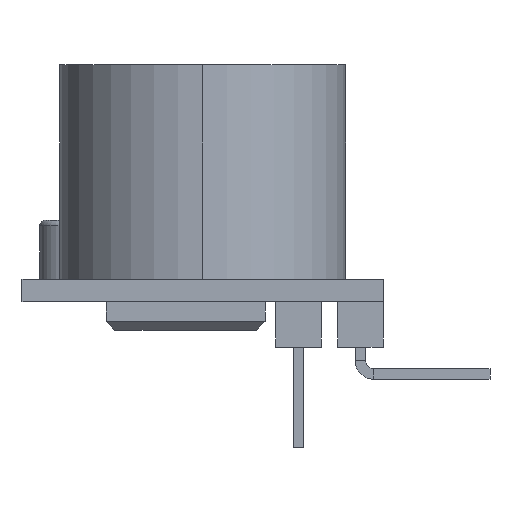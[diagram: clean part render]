
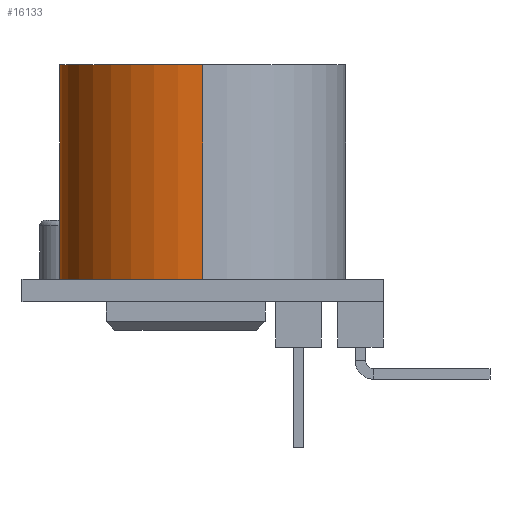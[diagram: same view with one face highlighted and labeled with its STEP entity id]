
A CAD part, left-side view. The second image highlights one B-rep face of the part: STEP entity #16133.
In plain terms, the highlighted cylindrical face has radius 8 mm (diameter 16 mm), a partial arc.
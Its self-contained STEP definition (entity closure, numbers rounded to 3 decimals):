
#179 = VERTEX_POINT ( 'NONE', #9206 ) ;
#214 = VECTOR ( 'NONE', #5573, 1000. ) ;
#542 = ORIENTED_EDGE ( 'NONE', *, *, #16585, .T. ) ;
#713 = CIRCLE ( 'NONE', #14318, 8. ) ;
#1063 = EDGE_CURVE ( 'NONE', #8737, #13791, #12005, .T. ) ;
#1377 = ORIENTED_EDGE ( 'NONE', *, *, #13524, .F. ) ;
#2422 = DIRECTION ( 'NONE',  ( 0., 0., -1. ) ) ;
#2558 = CARTESIAN_POINT ( 'NONE',  ( -3.5, 0., 12. ) ) ;
#3819 = CARTESIAN_POINT ( 'NONE',  ( -19.5, 0., 12. ) ) ;
#3823 = CARTESIAN_POINT ( 'NONE',  ( -11.5, 0., 0. ) ) ;
#3876 = CARTESIAN_POINT ( 'NONE',  ( -11.5, 0., 12. ) ) ;
#4543 = VECTOR ( 'NONE', #13939, 1000. ) ;
#5160 = ORIENTED_EDGE ( 'NONE', *, *, #10675, .F. ) ;
#5299 = DIRECTION ( 'NONE',  ( 0., 0., 1. ) ) ;
#5573 = DIRECTION ( 'NONE',  ( 0., 0., -1. ) ) ;
#5845 = AXIS2_PLACEMENT_3D ( 'NONE', #3823, #5299, #13025 ) ;
#6437 = CARTESIAN_POINT ( 'NONE',  ( -19.5, 0., 0. ) ) ;
#6742 = VERTEX_POINT ( 'NONE', #11850 ) ;
#8596 = CARTESIAN_POINT ( 'NONE',  ( -11.5, 0., 12. ) ) ;
#8737 = VERTEX_POINT ( 'NONE', #16239 ) ;
#9206 = CARTESIAN_POINT ( 'NONE',  ( -19.5, 0., 12. ) ) ;
#9867 = DIRECTION ( 'NONE',  ( 0., 0., 1. ) ) ;
#10675 = EDGE_CURVE ( 'NONE', #6742, #179, #713, .T. ) ;
#11850 = CARTESIAN_POINT ( 'NONE',  ( -3.5, 0., 12. ) ) ;
#12005 = CIRCLE ( 'NONE', #5845, 8. ) ;
#12556 = LINE ( 'NONE', #3819, #4543 ) ;
#12927 = EDGE_LOOP ( 'NONE', ( #5160, #542, #19015, #1377 ) ) ;
#12961 = DIRECTION ( 'NONE',  ( 1., 0., 0. ) ) ;
#13025 = DIRECTION ( 'NONE',  ( 1., 0., 0. ) ) ;
#13524 = EDGE_CURVE ( 'NONE', #179, #13791, #12556, .T. ) ;
#13791 = VERTEX_POINT ( 'NONE', #6437 ) ;
#13939 = DIRECTION ( 'NONE',  ( 0., 0., -1. ) ) ;
#14318 = AXIS2_PLACEMENT_3D ( 'NONE', #8596, #9867, #12961 ) ;
#15352 = AXIS2_PLACEMENT_3D ( 'NONE', #3876, #2422, #17235 ) ;
#15700 = CYLINDRICAL_SURFACE ( 'NONE', #15352, 8. ) ;
#16133 = ADVANCED_FACE ( 'NONE', ( #18788 ), #15700, .T. ) ;
#16239 = CARTESIAN_POINT ( 'NONE',  ( -3.5, 0., 0. ) ) ;
#16585 = EDGE_CURVE ( 'NONE', #6742, #8737, #17550, .T. ) ;
#17235 = DIRECTION ( 'NONE',  ( -1., 0., 0. ) ) ;
#17550 = LINE ( 'NONE', #2558, #214 ) ;
#18788 = FACE_OUTER_BOUND ( 'NONE', #12927, .T. ) ;
#19015 = ORIENTED_EDGE ( 'NONE', *, *, #1063, .T. ) ;
